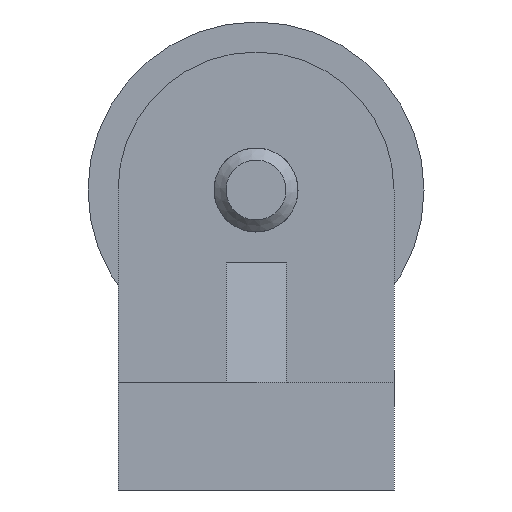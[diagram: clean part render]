
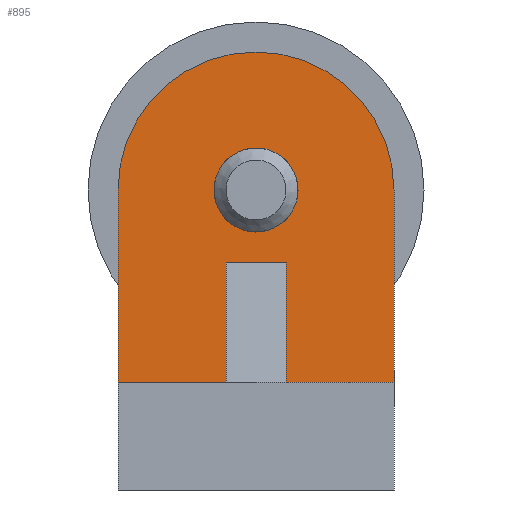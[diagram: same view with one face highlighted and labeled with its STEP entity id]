
A CAD part, left-side view. The second image highlights one B-rep face of the part: STEP entity #895.
In plain terms, the highlighted planar face has unit normal (-1, 0, 0).
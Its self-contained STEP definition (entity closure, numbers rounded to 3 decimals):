
#65=LINE('',#1410,#129);
#84=LINE('',#1458,#148);
#93=LINE('',#1510,#157);
#96=LINE('',#1516,#160);
#98=LINE('',#1520,#162);
#100=LINE('',#1523,#164);
#102=LINE('',#1531,#166);
#129=VECTOR('',#1125,1000.);
#148=VECTOR('',#1168,1000.);
#157=VECTOR('',#1235,1000.);
#160=VECTOR('',#1240,1000.);
#162=VECTOR('',#1244,1000.);
#164=VECTOR('',#1248,1000.);
#166=VECTOR('',#1260,1000.);
#190=PLANE('',#1021);
#378=ORIENTED_EDGE('',*,*,#495,.T.);
#379=ORIENTED_EDGE('',*,*,#480,.F.);
#380=ORIENTED_EDGE('',*,*,#509,.F.);
#381=ORIENTED_EDGE('',*,*,#505,.T.);
#382=ORIENTED_EDGE('',*,*,#507,.F.);
#383=ORIENTED_EDGE('',*,*,#502,.F.);
#384=ORIENTED_EDGE('',*,*,#512,.F.);
#385=ORIENTED_EDGE('',*,*,#454,.T.);
#386=ORIENTED_EDGE('',*,*,#500,.F.);
#454=EDGE_CURVE('',#560,#559,#65,.T.);
#480=EDGE_CURVE('',#576,#577,#84,.T.);
#495=EDGE_CURVE('',#586,#586,#634,.F.);
#500=EDGE_CURVE('',#577,#559,#639,.F.);
#502=EDGE_CURVE('',#590,#591,#93,.T.);
#505=EDGE_CURVE('',#593,#592,#96,.T.);
#507=EDGE_CURVE('',#591,#592,#98,.T.);
#509=EDGE_CURVE('',#593,#576,#100,.T.);
#512=EDGE_CURVE('',#560,#590,#102,.T.);
#559=VERTEX_POINT('',#1409);
#560=VERTEX_POINT('',#1411);
#576=VERTEX_POINT('',#1457);
#577=VERTEX_POINT('',#1459);
#586=VERTEX_POINT('',#1495);
#590=VERTEX_POINT('',#1509);
#591=VERTEX_POINT('',#1511);
#592=VERTEX_POINT('',#1515);
#593=VERTEX_POINT('',#1517);
#634=CIRCLE('',#1003,7.);
#639=CIRCLE('',#1011,23.);
#713=EDGE_LOOP('',(#378));
#714=EDGE_LOOP('',(#379,#380,#381,#382,#383,#384,#385,#386));
#803=FACE_BOUND('',#713,.T.);
#804=FACE_BOUND('',#714,.T.);
#895=ADVANCED_FACE('',(#803,#804),#190,.F.);
#1003=AXIS2_PLACEMENT_3D('',#1494,#1214,#1215);
#1011=AXIS2_PLACEMENT_3D('',#1506,#1230,#1231);
#1021=AXIS2_PLACEMENT_3D('',#1532,#1261,#1262);
#1125=DIRECTION('',(0.,0.,1.));
#1168=DIRECTION('',(0.,0.,1.));
#1214=DIRECTION('',(-1.,0.,0.));
#1215=DIRECTION('',(0.,0.,1.));
#1230=DIRECTION('',(-1.,0.,0.));
#1231=DIRECTION('',(0.,0.,1.));
#1235=DIRECTION('',(0.,0.,1.));
#1240=DIRECTION('',(0.,0.,1.));
#1244=DIRECTION('',(0.,1.,0.));
#1248=DIRECTION('',(0.,1.,0.));
#1260=DIRECTION('',(0.,1.,0.));
#1261=DIRECTION('',(1.,0.,0.));
#1262=DIRECTION('',(0.,0.,1.));
#1409=CARTESIAN_POINT('',(-32.,-23.,50.));
#1410=CARTESIAN_POINT('',(-32.,-23.,14.));
#1411=CARTESIAN_POINT('',(-32.,-23.,14.));
#1457=CARTESIAN_POINT('',(-32.,23.,14.));
#1458=CARTESIAN_POINT('',(-32.,23.,14.));
#1459=CARTESIAN_POINT('',(-32.,23.,50.));
#1494=CARTESIAN_POINT('',(-32.,0.,50.));
#1495=CARTESIAN_POINT('',(-32.,0.,57.));
#1506=CARTESIAN_POINT('',(-32.,0.,50.));
#1509=CARTESIAN_POINT('',(-32.,-5.,14.));
#1510=CARTESIAN_POINT('',(-32.,-5.,14.));
#1511=CARTESIAN_POINT('',(-32.,-5.,38.));
#1515=CARTESIAN_POINT('',(-32.,5.,38.));
#1516=CARTESIAN_POINT('',(-32.,5.,14.));
#1517=CARTESIAN_POINT('',(-32.,5.,14.));
#1520=CARTESIAN_POINT('',(-32.,-23.,38.));
#1523=CARTESIAN_POINT('',(-32.,-23.,14.));
#1531=CARTESIAN_POINT('',(-32.,-23.,14.));
#1532=CARTESIAN_POINT('',(-32.,-23.,14.));
